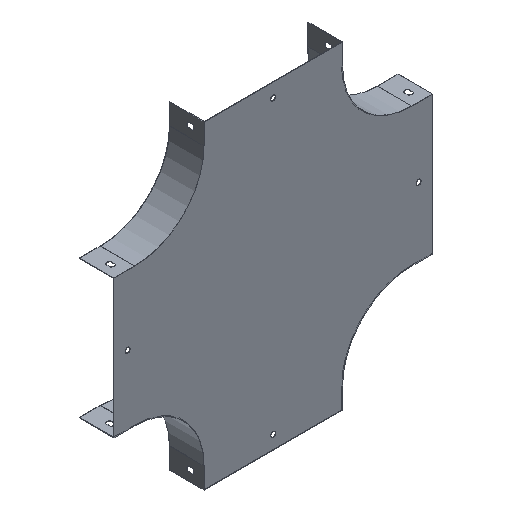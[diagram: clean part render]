
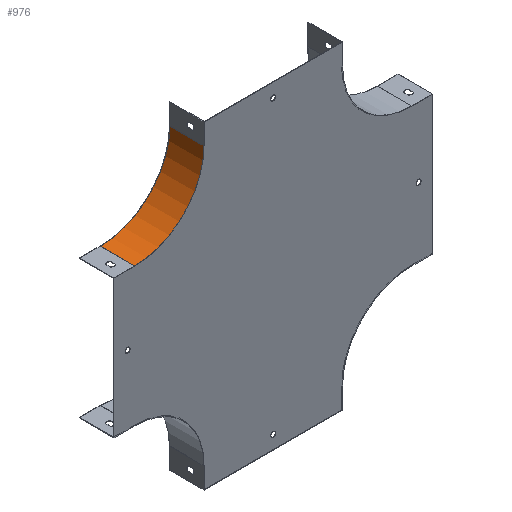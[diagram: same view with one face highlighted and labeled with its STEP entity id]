
A CAD part, isometric view. The second image highlights one B-rep face of the part: STEP entity #976.
In plain terms, the highlighted cylindrical face has radius 100 mm (diameter 200 mm), a partial arc.
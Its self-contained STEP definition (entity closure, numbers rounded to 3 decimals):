
#208 = CARTESIAN_POINT ( 'NONE',  ( -200., 0., -30. ) ) ;
#223 = DIRECTION ( 'NONE',  ( 0., 1., 0. ) ) ;
#245 = DIRECTION ( 'NONE',  ( 0., 0., 1. ) ) ;
#246 = CARTESIAN_POINT ( 'NONE',  ( -100., 0.8, -30. ) ) ;
#252 = DIRECTION ( 'NONE',  ( 0., -1., 0. ) ) ;
#254 = CARTESIAN_POINT ( 'NONE',  ( -200., 0.8, -130. ) ) ;
#267 = DIRECTION ( 'NONE',  ( -1., 0., 0. ) ) ;
#269 = DIRECTION ( 'NONE',  ( 0., -1., 0. ) ) ;
#270 = CARTESIAN_POINT ( 'NONE',  ( -200., 50., -30. ) ) ;
#284 = DIRECTION ( 'NONE',  ( 0., -1., 0. ) ) ;
#477 = CARTESIAN_POINT ( 'NONE',  ( -100., 0., -30. ) ) ;
#493 = CARTESIAN_POINT ( 'NONE',  ( -200., 0., -130. ) ) ;
#523 = CARTESIAN_POINT ( 'NONE',  ( -200., 50., -130. ) ) ;
#532 = CARTESIAN_POINT ( 'NONE',  ( -100., 50., -30. ) ) ;
#875 = DIRECTION ( 'NONE',  ( 0., 0., -1. ) ) ;
#956 = CARTESIAN_POINT ( 'NONE',  ( -200., 0.8, -30. ) ) ;
#959 = DIRECTION ( 'NONE',  ( 0., -1., 0. ) ) ;
#976 = ADVANCED_FACE ( 'NONE', ( #1736 ), #1732, .F. ) ;
#1290 = VERTEX_POINT ( 'NONE', #532 ) ;
#1318 = VERTEX_POINT ( 'NONE', #493 ) ;
#1328 = VERTEX_POINT ( 'NONE', #477 ) ;
#1352 = VERTEX_POINT ( 'NONE', #523 ) ;
#1419 = EDGE_LOOP ( 'NONE', ( #2120, #2121, #2126, #2127 ) ) ;
#1565 = CIRCLE ( 'NONE', #2205, 100. ) ;
#1582 = VECTOR ( 'NONE', #252, 1000. ) ;
#1585 = LINE ( 'NONE', #254, #1582 ) ;
#1595 = CIRCLE ( 'NONE', #2210, 100. ) ;
#1600 = VECTOR ( 'NONE', #284, 1000. ) ;
#1602 = LINE ( 'NONE', #246, #1600 ) ;
#1732 = CYLINDRICAL_SURFACE ( 'NONE', #2257, 100. ) ;
#1736 = FACE_OUTER_BOUND ( 'NONE', #1419, .T. ) ;
#2120 = ORIENTED_EDGE ( 'NONE', *, *, #2362, .F. ) ;
#2121 = ORIENTED_EDGE ( 'NONE', *, *, #2339, .F. ) ;
#2126 = ORIENTED_EDGE ( 'NONE', *, *, #2343, .F. ) ;
#2127 = ORIENTED_EDGE ( 'NONE', *, *, #2350, .T. ) ;
#2205 = AXIS2_PLACEMENT_3D ( 'NONE', #208, #223, #245 ) ;
#2210 = AXIS2_PLACEMENT_3D ( 'NONE', #270, #269, #267 ) ;
#2257 = AXIS2_PLACEMENT_3D ( 'NONE', #956, #959, #875 ) ;
#2339 = EDGE_CURVE ( 'NONE', #1290, #1328, #1602, .T. ) ;
#2343 = EDGE_CURVE ( 'NONE', #1352, #1290, #1595, .T. ) ;
#2350 = EDGE_CURVE ( 'NONE', #1352, #1318, #1585, .T. ) ;
#2362 = EDGE_CURVE ( 'NONE', #1328, #1318, #1565, .T. ) ;
